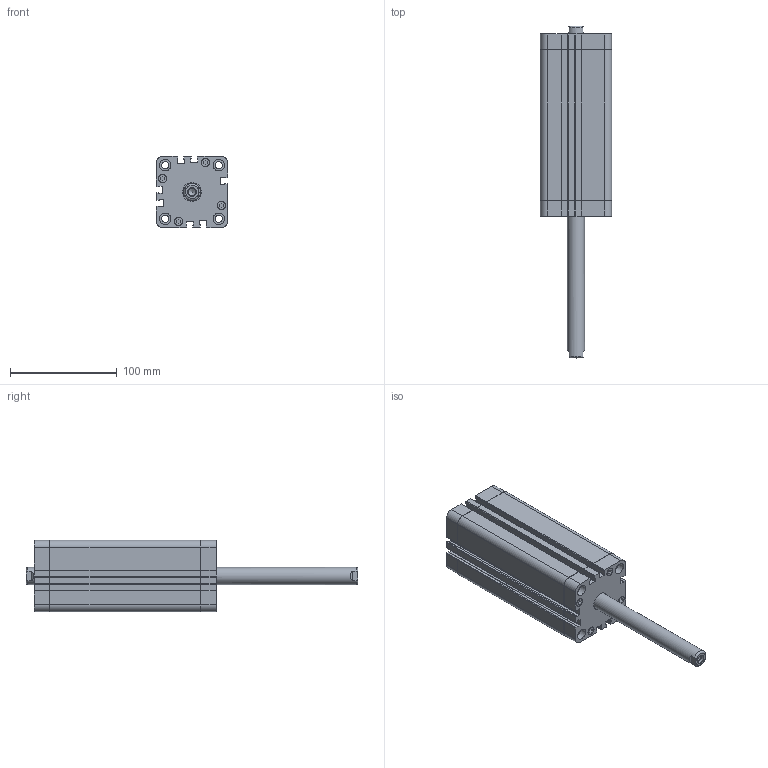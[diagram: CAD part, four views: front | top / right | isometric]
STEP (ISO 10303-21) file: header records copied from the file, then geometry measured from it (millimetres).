
FILE_DESCRIPTION((''),'2;1');
FILE_NAME('ADMP050.125.GS.F.stp','2011-07-29T11:43:24',('Administrator'),(''),'Autodesk Inventor 2012','Autodesk Inventor 2012','');
FILE_SCHEMA(('AUTOMOTIVE_DESIGN { 1 0 10303 214 1 1 1 1 }'));
Length unit declared in the file: millimetre
Products named in the file (1): ADMP050.125.GS.F
Bounding box: 67 x 310.5 x 67 mm (x, y, z)
Volume: 707176.6 mm3; surface area: 94160.2 mm2
Topology: 1 solids, 1 shells, 491 faces, 1346 edges, 897 vertices
Faces by surface type: plane 274, cylinder 213, cone 2, torus 2
Full cylindrical faces by diameter (mm): 6.647 x6, 7.5 x8, 8 x8, 8.25 x2, 8.566 x2, 10.5 x8, 16 x2, 17.6 x2
Entity records: 16009 total; most frequent: CARTESIAN_POINT 2763, DIRECTION 2711, ORIENTED_EDGE 2594, EDGE_CURVE 1297, AXIS2_PLACEMENT_3D 926, VERTEX_POINT 890, VECTOR 859, LINE 859
